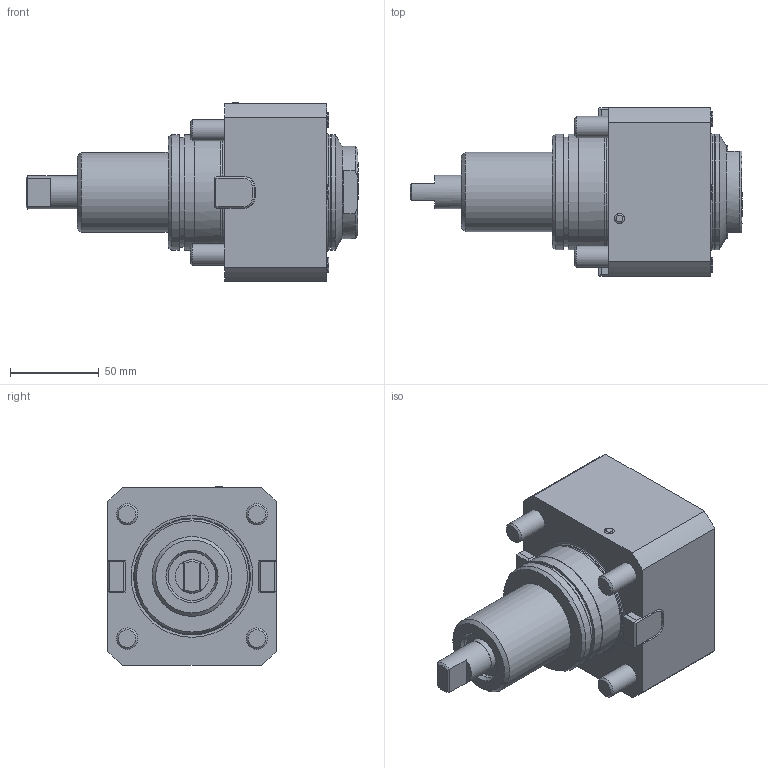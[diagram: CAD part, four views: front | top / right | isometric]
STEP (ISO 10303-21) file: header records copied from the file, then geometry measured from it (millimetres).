
FILE_DESCRIPTION(/* description */ (''),/* implementation_level */ '2;1');
FILE_NAME(/* name */ '221.065.20.756.stp',/* time_stamp */ '2018-03-06T14:38:17+01:00',/* author */ ('user-4'),/* organization */ (''),/* preprocessor_version */ 'ST-DEVELOPER v16.5',/* originating_system */ 'Autodesk Inventor 2017',/* authorisation */ '');
FILE_SCHEMA (('AUTOMOTIVE_DESIGN { 1 0 10303 214 3 1 1 }'));
Length unit declared in the file: millimetre
Products named in the file (1): 221.065.20.756
Bounding box: 187 x 95 x 100.5 mm (x, y, z)
Volume: 646868.2 mm3; surface area: 103145.6 mm2
Topology: 1 solids, 5 shells, 360 faces, 846 edges, 528 vertices
Faces by surface type: plane 138, cylinder 105, cone 88, torus 29
Full cylindrical faces by diameter (mm): 3 x1, 3.242 x1, 4.917 x1, 5 x1, 8.5 x4, 12 x4, 18.5 x1, 18.8 x1, 19 x1, 20 x2, 23.5 x1, 27 x4, 27.4 x1, 28 x1, 33 x1, 34.4 x1, 34.5 x1, 38.5 x2, 40.5 x1, 45 x1, 49.6 x1, 50 x1, 52 x1, 54.8 x1, 55 x2, 55.2 x1, 55.4 x1, 59 x1, 61.9 x1, 63 x1
Entity records: 10132 total; most frequent: CARTESIAN_POINT 1937, DIRECTION 1704, ORIENTED_EDGE 1404, EDGE_CURVE 701, AXIS2_PLACEMENT_3D 694, EDGE_LOOP 521, VERTEX_POINT 494, STYLED_ITEM 361
